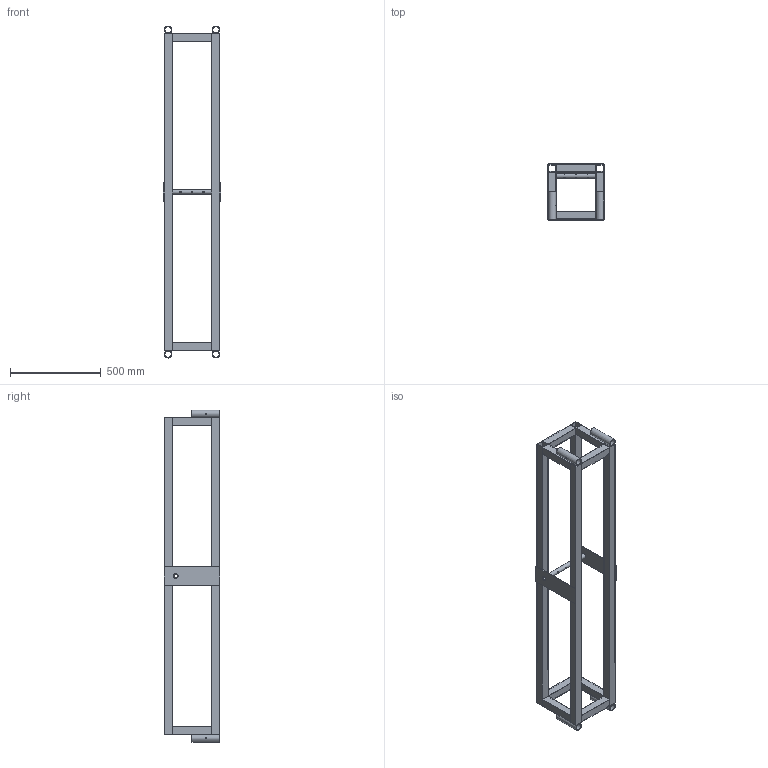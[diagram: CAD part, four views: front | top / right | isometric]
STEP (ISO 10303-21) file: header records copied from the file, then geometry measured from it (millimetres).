
FILE_DESCRIPTION(/* description */ (''),/* implementation_level */ '2;1');
FILE_NAME(/* name */ 'GE-18013.iam.stp',/* time_stamp */ '2018-01-01T11:22:33-08:00',/* author */ ('PhillipD'),/* organization */ (''),/* preprocessor_version */ 'ST-DEVELOPER v16.13',/* originating_system */ 'Autodesk Inventor 2018',/* authorisation */ '');
FILE_SCHEMA (('AUTOMOTIVE_DESIGN { 1 0 10303 214 3 1 1 }'));
Length unit declared in the file: inch
Products named in the file (6): GE-18013; GE-18013-2; GE-18013-3; GE-18013-5; GE-18013-4; GE-18013-1
Assembly tree (19 placements, depth 2):
  GE-18013
    GE-18013-1  x4
    GE-18013-2  x8
    GE-18013-3  x2
    GE-18013-5
    GE-18013-4  x4
Bounding box: 317.5 x 304.8 x 1824.23 mm (x, y, z)
Volume: 5255783.9 mm3; surface area: 3211762.4 mm2
Topology: 19 solids, 19 shells, 168 faces, 424 edges, 280 vertices
Faces by surface type: plane 142, cylinder 26
Full cylindrical faces by diameter (mm): 4.915 x8, 6.756 x6, 20.726 x1, 25.4 x1, 25.908 x2, 35.052 x4, 42.164 x4
Entity records: 2130 total; most frequent: CARTESIAN_POINT 748, DIRECTION 216, ORIENTED_EDGE 172, EDGE_CURVE 86, EDGE_LOOP 82, AXIS2_PLACEMENT_3D 78, VERTEX_POINT 66, LINE 60
